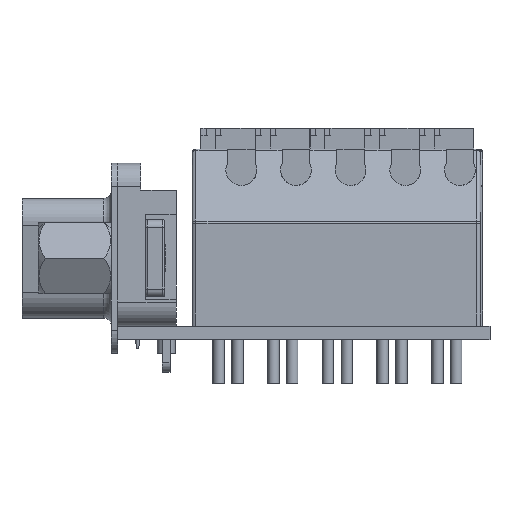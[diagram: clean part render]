
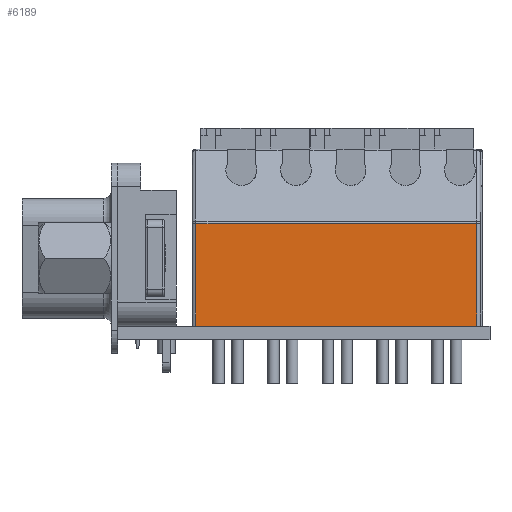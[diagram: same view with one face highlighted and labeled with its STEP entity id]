
A CAD part, front view. The second image highlights one B-rep face of the part: STEP entity #6189.
In plain terms, the highlighted face is planar.
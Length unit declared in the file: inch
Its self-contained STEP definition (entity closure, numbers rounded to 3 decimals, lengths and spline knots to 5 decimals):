
#2595 = CARTESIAN_POINT ( 'NONE',  ( 0.237, 0., -0.01 ) ) ;
#2836 = CARTESIAN_POINT ( 'NONE',  ( 0.237, 0., -0.74 ) ) ;
#2838 = DIRECTION ( 'NONE',  ( 0., 0., 1. ) ) ;
#2839 = VECTOR ( 'NONE', #2838, 39.37008 ) ;
#2840 = CARTESIAN_POINT ( 'NONE',  ( 0.237, 0., -0.75 ) ) ;
#2841 = LINE ( 'NONE', #2840, #2839 ) ;
#3850 = DIRECTION ( 'NONE',  ( 0., -1., 0. ) ) ;
#3851 = VECTOR ( 'NONE', #3850, 39.37008 ) ;
#3852 = CARTESIAN_POINT ( 'NONE',  ( 0.237, 0., -0.01 ) ) ;
#3853 = LINE ( 'NONE', #3852, #3851 ) ;
#3860 = DIRECTION ( 'NONE',  ( 0., 1., 0. ) ) ;
#3861 = VECTOR ( 'NONE', #3860, 39.37008 ) ;
#3862 = CARTESIAN_POINT ( 'NONE',  ( 0.237, 0., -0.74 ) ) ;
#3863 = LINE ( 'NONE', #3862, #3861 ) ;
#6189 = ADVANCED_FACE ( 'NONE', ( #15983 ), #15959, .T. ) ;
#6551 = EDGE_CURVE ( 'NONE', #15319, #15232, #16806, .T. ) ;
#6627 = EDGE_LOOP ( 'NONE', ( #15169, #15589, #27015, #27014 ) ) ;
#7602 = CARTESIAN_POINT ( 'NONE',  ( 0.237, 0.26602, -0.01 ) ) ;
#7666 = CARTESIAN_POINT ( 'NONE',  ( 0.237, 0.26602, -0.74 ) ) ;
#15169 = ORIENTED_EDGE ( 'NONE', *, *, #6551, .T. ) ;
#15232 = VERTEX_POINT ( 'NONE', #7602 ) ;
#15319 = VERTEX_POINT ( 'NONE', #7666 ) ;
#15589 = ORIENTED_EDGE ( 'NONE', *, *, #26997, .T. ) ;
#15954 = AXIS2_PLACEMENT_3D ( 'NONE', #15974, #15970, #16009 ) ;
#15959 = PLANE ( 'NONE',  #15954 ) ;
#15970 = DIRECTION ( 'NONE',  ( 1., 0., 0. ) ) ;
#15974 = CARTESIAN_POINT ( 'NONE',  ( 0.237, 0., -0.75 ) ) ;
#15983 = FACE_OUTER_BOUND ( 'NONE', #6627, .T. ) ;
#16009 = DIRECTION ( 'NONE',  ( 0., 0., -1. ) ) ;
#16805 = CARTESIAN_POINT ( 'NONE',  ( 0.237, 0.26602, 0. ) ) ;
#16806 = LINE ( 'NONE', #16805, #16857 ) ;
#16852 = DIRECTION ( 'NONE',  ( 0., 0., 1. ) ) ;
#16857 = VECTOR ( 'NONE', #16852, 39.37008 ) ;
#25968 = VERTEX_POINT ( 'NONE', #2595 ) ;
#25971 = EDGE_CURVE ( 'NONE', #26000, #25968, #2841, .T. ) ;
#26000 = VERTEX_POINT ( 'NONE', #2836 ) ;
#26992 = EDGE_CURVE ( 'NONE', #26000, #15319, #3863, .T. ) ;
#26997 = EDGE_CURVE ( 'NONE', #15232, #25968, #3853, .T. ) ;
#27014 = ORIENTED_EDGE ( 'NONE', *, *, #26992, .T. ) ;
#27015 = ORIENTED_EDGE ( 'NONE', *, *, #25971, .F. ) ;
